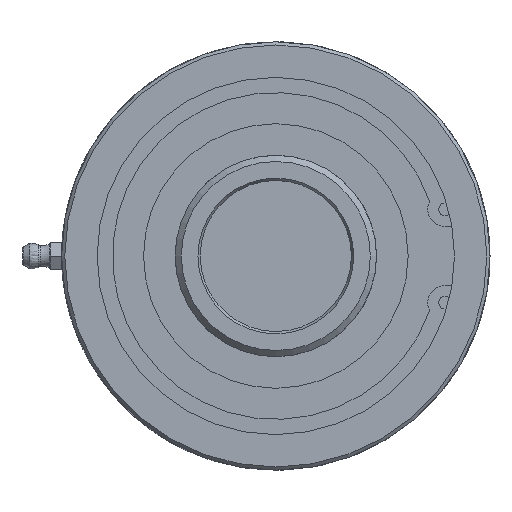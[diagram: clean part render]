
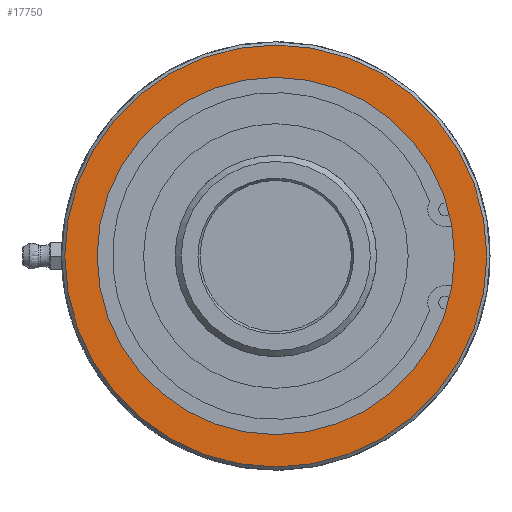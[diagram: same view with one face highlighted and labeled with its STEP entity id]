
A CAD part, left-side view. The second image highlights one B-rep face of the part: STEP entity #17750.
In plain terms, the highlighted planar face has unit normal (-1, 0, 0).
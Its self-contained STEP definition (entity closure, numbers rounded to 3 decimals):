
#203=FACE_BOUND('',#6077,.T.);
#3617=CIRCLE('',#18894,53.2);
#3618=CIRCLE('',#18897,45.035);
#4011=PLANE('',#18896);
#4963=FACE_OUTER_BOUND('',#6076,.T.);
#6076=EDGE_LOOP('',(#16353));
#6077=EDGE_LOOP('',(#16354));
#8738=VERTEX_POINT('',#40787);
#8739=VERTEX_POINT('',#40792);
#11295=EDGE_CURVE('',#8738,#8738,#3617,.T.);
#11297=EDGE_CURVE('',#8739,#8739,#3618,.T.);
#16353=ORIENTED_EDGE('',*,*,#11295,.F.);
#16354=ORIENTED_EDGE('',*,*,#11297,.T.);
#17750=ADVANCED_FACE('',(#4963,#203),#4011,.F.);
#18894=AXIS2_PLACEMENT_3D('',#40788,#22132,#22133);
#18896=AXIS2_PLACEMENT_3D('',#40791,#22137,#22138);
#18897=AXIS2_PLACEMENT_3D('',#40793,#22139,#22140);
#22132=DIRECTION('center_axis',(1.,0.,0.));
#22133=DIRECTION('ref_axis',(0.,-1.,0.));
#22137=DIRECTION('center_axis',(1.,0.,0.));
#22138=DIRECTION('ref_axis',(0.,0.,-1.));
#22139=DIRECTION('center_axis',(1.,0.,0.));
#22140=DIRECTION('ref_axis',(0.,1.,0.));
#40787=CARTESIAN_POINT('',(2.,53.2,0.));
#40788=CARTESIAN_POINT('Origin',(2.,0.,0.));
#40791=CARTESIAN_POINT('Origin',(2.,27.,0.));
#40792=CARTESIAN_POINT('',(2.,-45.035,0.));
#40793=CARTESIAN_POINT('Origin',(2.,0.,0.));
